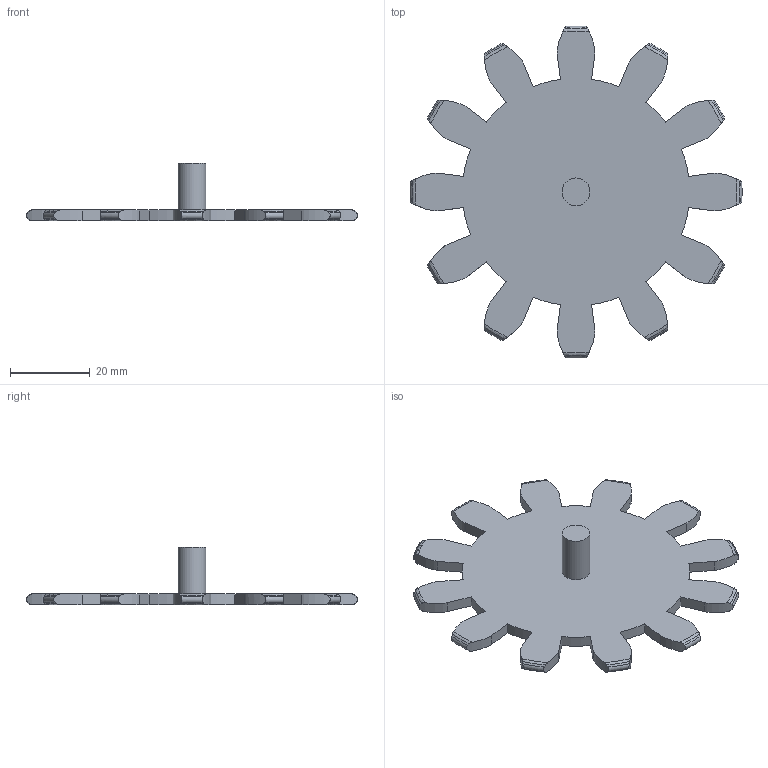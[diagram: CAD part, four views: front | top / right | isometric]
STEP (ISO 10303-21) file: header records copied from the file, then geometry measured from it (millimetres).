
FILE_DESCRIPTION(/* description */ (''),/* implementation_level */ '2;1');
FILE_NAME(/* name */ 'Engranaje motor.step',/* time_stamp */ '2025-12-10T13:21:47-03:00',/* author */ (''),/* organization */ (''),/* preprocessor_version */ 'ST-DEVELOPER v20.1',/* originating_system */ 'Autodesk Translation Framework v14.21.0.0',/* authorisation */ '');
FILE_SCHEMA (('AUTOMOTIVE_DESIGN { 1 0 10303 214 3 1 1 }'));
Length unit declared in the file: millimetre
Products named in the file (1): Engranaje motor Normal
Bounding box: 83.15 x 83.15 x 14.5 mm (x, y, z)
Volume: 10915 mm3; surface area: 9260.5 mm2
Topology: 1 solids, 1 shells, 153 faces, 447 edges, 298 vertices
Faces by surface type: plane 54, torus 36, cone 24, bspline 24, cylinder 15
Full cylindrical faces by diameter (mm): 7 x1
Entity records: 21312 total; most frequent: CARTESIAN_POINT 17547, ORIENTED_EDGE 894, DIRECTION 641, EDGE_CURVE 447, VERTEX_POINT 298, AXIS2_PLACEMENT_3D 232, LINE 177, VECTOR 177
